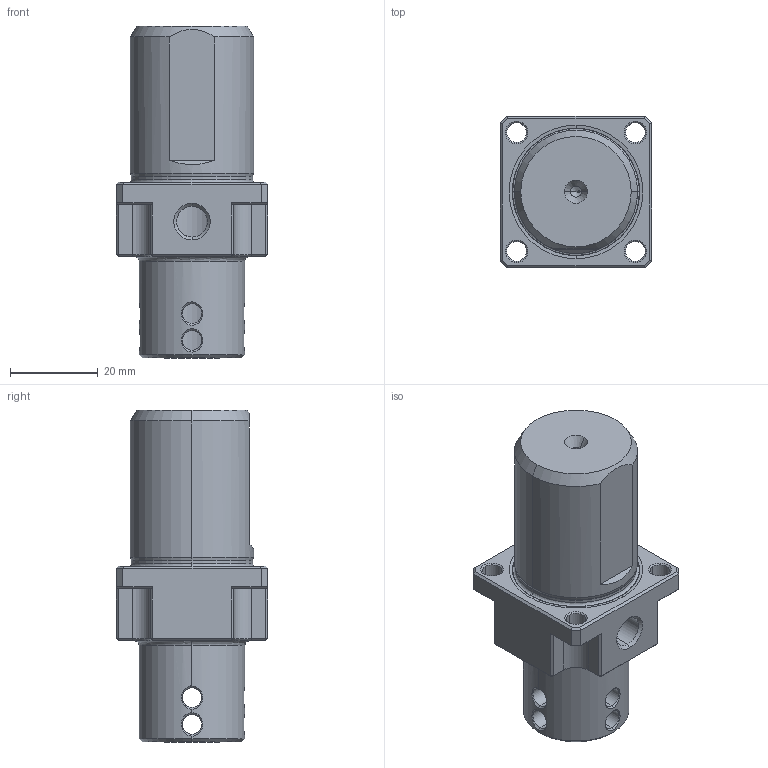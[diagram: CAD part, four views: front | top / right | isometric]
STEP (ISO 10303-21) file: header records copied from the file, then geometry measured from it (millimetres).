
FILE_DESCRIPTION (( 'STEP AP203' ), '1' );
FILE_NAME ('UMHB-RH1228CT20.step', '2023-06-20T13:48:39', ( '' ), ( '' ), 'SwSTEP 2.0', 'SolidWorks 2022', '' );
FILE_SCHEMA (( 'CONFIG_CONTROL_DESIGN' ));
Length unit declared in the file: millimetre
Products named in the file (1): UMHB-RH1228CT20
Bounding box: 34.5 x 34.5 x 75.5 mm (x, y, z)
Volume: 43134 mm3; surface area: 11378 mm2
Topology: 1 solids, 1 shells, 185 faces, 451 edges, 264 vertices
Faces by surface type: plane 81, cone 54, cylinder 44, bspline 6
Entity records: 6414 total; most frequent: CARTESIAN_POINT 1993, DIRECTION 918, ORIENTED_EDGE 894, EDGE_CURVE 447, AXIS2_PLACEMENT_3D 323, LINE 272, VECTOR 272, VERTEX_POINT 264
